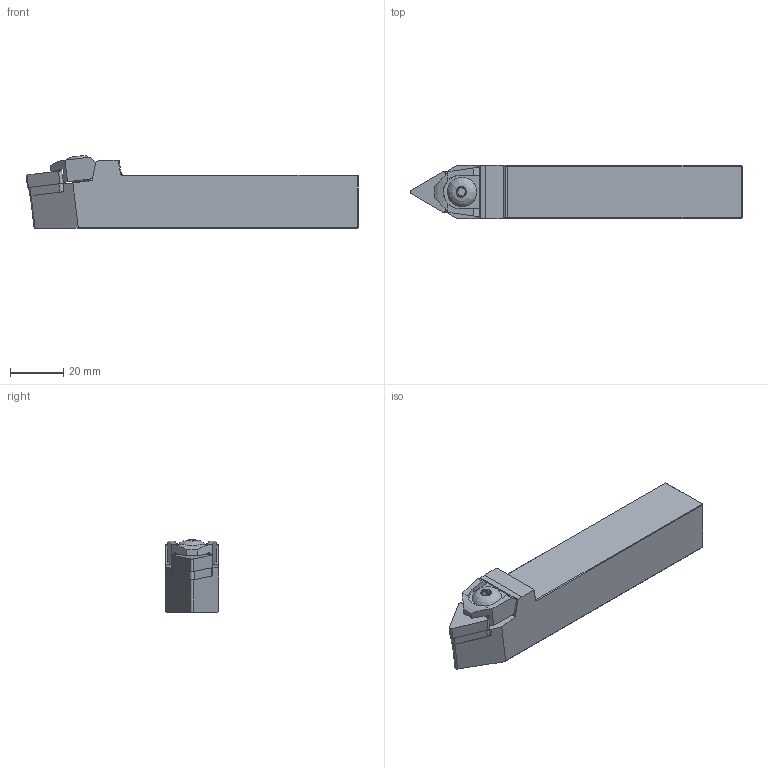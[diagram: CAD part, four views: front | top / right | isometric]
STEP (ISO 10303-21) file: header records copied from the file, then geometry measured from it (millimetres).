
FILE_DESCRIPTION(/* description */ (''),/* implementation_level */ '2;1');
FILE_NAME(/* name */ 'MTENN-2020-K16.stp',/* time_stamp */ '2023-10-03T16:15:46+03:00',/* author */ (''),/* organization */ (''),/* preprocessor_version */ 'ST-DEVELOPER v19.4',/* originating_system */ 'SIEMENS PLM Software NX2306.3001',/* authorisation */ '');
FILE_SCHEMA (('AUTOMOTIVE_DESIGN { 1 0 10303 214 3 1 1 1 }'));
Length unit declared in the file: millimetre
Products named in the file (1): MTENN-2020-K16
Bounding box: 125 x 20 x 27.26 mm (x, y, z)
Volume: 48338.4 mm3; surface area: 11466.6 mm2
Topology: 2 solids, 2 shells, 91 faces, 231 edges, 148 vertices
Faces by surface type: plane 70, cylinder 15, cone 4, bspline 1, torus 1
Full cylindrical faces by diameter (mm): 4.8 x1, 5.9 x1, 11 x1
Entity records: 2758 total; most frequent: CARTESIAN_POINT 568, ORIENTED_EDGE 442, DIRECTION 434, EDGE_CURVE 221, LINE 174, VECTOR 174, VERTEX_POINT 144, AXIS2_PLACEMENT_3D 130
